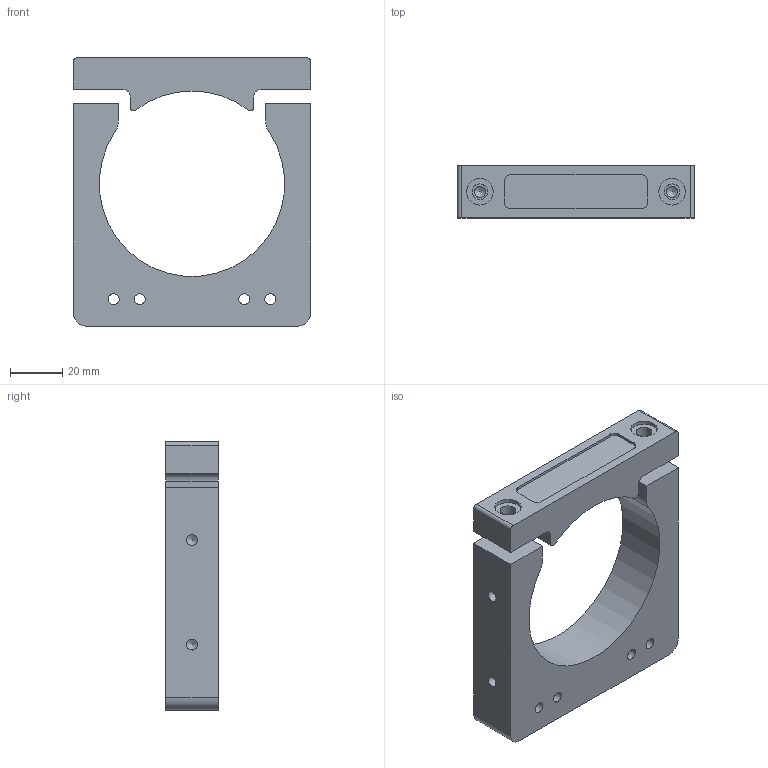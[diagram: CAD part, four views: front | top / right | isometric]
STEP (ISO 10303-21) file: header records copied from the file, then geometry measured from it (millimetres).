
FILE_DESCRIPTION(/* description */ (''),/* implementation_level */ '2;1');
FILE_NAME(/* name */ 'ROUTER_SPINDLE MOUNT (T20.90.75.97).stp',/* time_stamp */ '2023-03-02T15:52:10+02:00',/* author */ ('arnold.brand'),/* organization */ (''),/* preprocessor_version */ 'ST-DEVELOPER v19.2',/* originating_system */ 'Autodesk Inventor 2023',/* authorisation */ '');
FILE_SCHEMA (('AUTOMOTIVE_DESIGN { 1 0 10303 214 3 1 1 }'));
Length unit declared in the file: millimetre
Products named in the file (1): Router Spindle Mount
Bounding box: 90.8 x 20 x 102.7 mm (x, y, z)
Volume: 97093.4 mm3; surface area: 26520 mm2
Topology: 2 solids, 2 shells, 69 faces, 184 edges, 120 vertices
Faces by surface type: cylinder 34, plane 25, cone 10
Full cylindrical faces by diameter (mm): 4.2 x14, 6 x2, 10.2 x2
Entity records: 2343 total; most frequent: CARTESIAN_POINT 442, DIRECTION 376, ORIENTED_EDGE 352, EDGE_CURVE 176, AXIS2_PLACEMENT_3D 138, VERTEX_POINT 120, LINE 100, VECTOR 100
